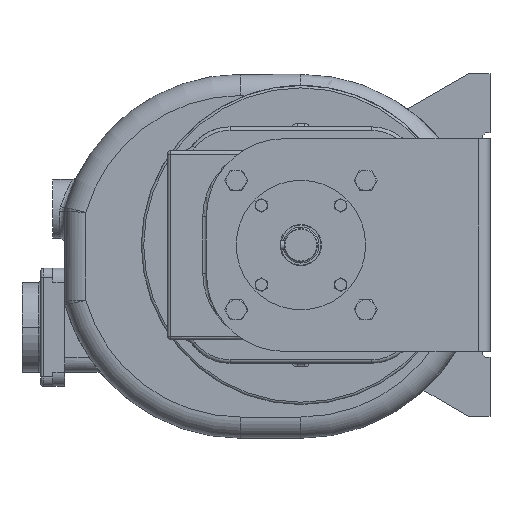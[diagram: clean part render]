
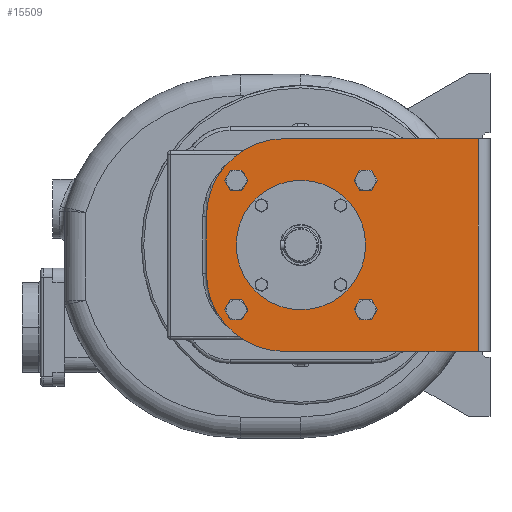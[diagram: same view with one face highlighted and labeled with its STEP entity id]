
A CAD part, left-side view. The second image highlights one B-rep face of the part: STEP entity #15509.
In plain terms, the highlighted planar face has unit normal (-1, 0, 0).
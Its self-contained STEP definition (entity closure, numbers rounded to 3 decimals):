
#150=CARTESIAN_POINT('',(-5.,14.,-24.));
#151=DIRECTION('',(1.,0.,0.));
#152=DIRECTION('',(0.,0.,-1.));
#153=AXIS2_PLACEMENT_3D('',#150,#151,#152);
#155=DIRECTION('',(0.,0.,1.));
#156=VECTOR('',#155,48.);
#157=CARTESIAN_POINT('',(-5.,80.,-24.));
#158=LINE('',#157,#156);
#159=CARTESIAN_POINT('',(-5.,14.,24.));
#160=DIRECTION('',(1.,0.,0.));
#161=DIRECTION('',(0.,1.,0.));
#162=AXIS2_PLACEMENT_3D('',#159,#160,#161);
#164=DIRECTION('',(0.,-1.,0.));
#165=VECTOR('',#164,164.);
#166=CARTESIAN_POINT('',(-5.,14.,90.));
#167=LINE('',#166,#165);
#168=DIRECTION('',(0.,1.,0.));
#169=VECTOR('',#168,164.);
#170=CARTESIAN_POINT('',(-5.,-150.,-90.));
#171=LINE('',#170,#169);
#172=CARTESIAN_POINT('',(-5.,0.,0.));
#173=DIRECTION('',(-1.,0.,0.));
#174=DIRECTION('',(0.,0.,-1.));
#175=AXIS2_PLACEMENT_3D('',#172,#173,#174);
#177=CARTESIAN_POINT('',(-5.,0.,0.));
#178=DIRECTION('',(-1.,0.,0.));
#179=DIRECTION('',(0.,0.,1.));
#180=AXIS2_PLACEMENT_3D('',#177,#178,#179);
#182=CARTESIAN_POINT('',(-5.,54.801,-54.801));
#183=DIRECTION('',(1.,0.,0.));
#184=DIRECTION('',(0.,0.,-1.));
#185=AXIS2_PLACEMENT_3D('',#182,#183,#184);
#187=CARTESIAN_POINT('',(-5.,54.801,-54.801));
#188=DIRECTION('',(1.,0.,0.));
#189=DIRECTION('',(0.,0.,1.));
#190=AXIS2_PLACEMENT_3D('',#187,#188,#189);
#192=CARTESIAN_POINT('',(-5.,-54.801,-54.801));
#193=DIRECTION('',(1.,0.,0.));
#194=DIRECTION('',(0.,0.,-1.));
#195=AXIS2_PLACEMENT_3D('',#192,#193,#194);
#197=CARTESIAN_POINT('',(-5.,-54.801,-54.801));
#198=DIRECTION('',(1.,0.,0.));
#199=DIRECTION('',(0.,0.,1.));
#200=AXIS2_PLACEMENT_3D('',#197,#198,#199);
#202=CARTESIAN_POINT('',(-5.,-54.801,54.801));
#203=DIRECTION('',(1.,0.,0.));
#204=DIRECTION('',(0.,0.,-1.));
#205=AXIS2_PLACEMENT_3D('',#202,#203,#204);
#207=CARTESIAN_POINT('',(-5.,-54.801,54.801));
#208=DIRECTION('',(1.,0.,0.));
#209=DIRECTION('',(0.,0.,1.));
#210=AXIS2_PLACEMENT_3D('',#207,#208,#209);
#212=CARTESIAN_POINT('',(-5.,54.801,54.801));
#213=DIRECTION('',(1.,0.,0.));
#214=DIRECTION('',(0.,0.,-1.));
#215=AXIS2_PLACEMENT_3D('',#212,#213,#214);
#217=CARTESIAN_POINT('',(-5.,54.801,54.801));
#218=DIRECTION('',(1.,0.,0.));
#219=DIRECTION('',(0.,0.,1.));
#220=AXIS2_PLACEMENT_3D('',#217,#218,#219);
#239=DIRECTION('',(0.,0.,1.));
#240=VECTOR('',#239,180.);
#241=CARTESIAN_POINT('',(-5.,-150.,-90.));
#242=LINE('',#241,#240);
#13697=CARTESIAN_POINT('',(-5.,14.,-90.));
#13699=VERTEX_POINT('',#13697);
#13704=CARTESIAN_POINT('',(-5.,-150.,-90.));
#13705=VERTEX_POINT('',#13704);
#13706=CARTESIAN_POINT('',(-5.,-150.,90.));
#13707=VERTEX_POINT('',#13706);
#13708=CARTESIAN_POINT('',(-5.,14.,90.));
#13709=VERTEX_POINT('',#13708);
#13768=CARTESIAN_POINT('',(-5.,80.,-24.));
#13769=VERTEX_POINT('',#13768);
#13770=CARTESIAN_POINT('',(-5.,80.,24.));
#13771=VERTEX_POINT('',#13770);
#14185=CARTESIAN_POINT('',(-5.,0.,-54.75));
#14186=CARTESIAN_POINT('',(-5.,0.,54.75));
#14187=VERTEX_POINT('',#14185);
#14188=VERTEX_POINT('',#14186);
#15178=CARTESIAN_POINT('',(-5.,54.801,-62.901));
#15179=CARTESIAN_POINT('',(-5.,54.801,-46.701));
#15180=VERTEX_POINT('',#15178);
#15181=VERTEX_POINT('',#15179);
#15228=CARTESIAN_POINT('',(-5.,-54.801,-62.901));
#15229=CARTESIAN_POINT('',(-5.,-54.801,-46.701));
#15230=VERTEX_POINT('',#15228);
#15231=VERTEX_POINT('',#15229);
#15278=CARTESIAN_POINT('',(-5.,-54.801,46.701));
#15279=CARTESIAN_POINT('',(-5.,-54.801,62.901));
#15280=VERTEX_POINT('',#15278);
#15281=VERTEX_POINT('',#15279);
#15328=CARTESIAN_POINT('',(-5.,54.801,46.701));
#15329=CARTESIAN_POINT('',(-5.,54.801,62.901));
#15330=VERTEX_POINT('',#15328);
#15331=VERTEX_POINT('',#15329);
#15462=CARTESIAN_POINT('',(-5.,0.,0.));
#15463=DIRECTION('',(1.,0.,0.));
#15464=DIRECTION('',(0.,0.,-1.));
#15465=AXIS2_PLACEMENT_3D('',#15462,#15463,#15464);
#15466=PLANE('',#15465);
#15467=ORIENTED_EDGE('',*,*,#15455,.T.);
#15468=ORIENTED_EDGE('',*,*,#15443,.T.);
#15470=ORIENTED_EDGE('',*,*,#15469,.T.);
#15472=ORIENTED_EDGE('',*,*,#15471,.T.);
#15474=ORIENTED_EDGE('',*,*,#15473,.F.);
#15476=ORIENTED_EDGE('',*,*,#15475,.T.);
#15477=EDGE_LOOP('',(#15467,#15468,#15470,#15472,#15474,#15476));
#15478=FACE_OUTER_BOUND('',#15477,.F.);
#15480=ORIENTED_EDGE('',*,*,#15479,.T.);
#15482=ORIENTED_EDGE('',*,*,#15481,.T.);
#15483=EDGE_LOOP('',(#15480,#15482));
#15484=FACE_BOUND('',#15483,.F.);
#15486=ORIENTED_EDGE('',*,*,#15485,.F.);
#15488=ORIENTED_EDGE('',*,*,#15487,.F.);
#15489=EDGE_LOOP('',(#15486,#15488));
#15490=FACE_BOUND('',#15489,.F.);
#15492=ORIENTED_EDGE('',*,*,#15491,.F.);
#15494=ORIENTED_EDGE('',*,*,#15493,.F.);
#15495=EDGE_LOOP('',(#15492,#15494));
#15496=FACE_BOUND('',#15495,.F.);
#15498=ORIENTED_EDGE('',*,*,#15497,.F.);
#15500=ORIENTED_EDGE('',*,*,#15499,.F.);
#15501=EDGE_LOOP('',(#15498,#15500));
#15502=FACE_BOUND('',#15501,.F.);
#15504=ORIENTED_EDGE('',*,*,#15503,.F.);
#15506=ORIENTED_EDGE('',*,*,#15505,.F.);
#15507=EDGE_LOOP('',(#15504,#15506));
#15508=FACE_BOUND('',#15507,.F.);
#15509=ADVANCED_FACE('',(#15478,#15484,#15490,#15496,#15502,#15508),#15466,.F.);
#154=CIRCLE('',#153,66.);
#163=CIRCLE('',#162,66.);
#176=CIRCLE('',#175,54.75);
#181=CIRCLE('',#180,54.75);
#186=CIRCLE('',#185,8.1);
#191=CIRCLE('',#190,8.1);
#196=CIRCLE('',#195,8.1);
#201=CIRCLE('',#200,8.1);
#206=CIRCLE('',#205,8.1);
#211=CIRCLE('',#210,8.1);
#216=CIRCLE('',#215,8.1);
#221=CIRCLE('',#220,8.1);
#15443=EDGE_CURVE('',#13769,#13771,#158,.T.);
#15455=EDGE_CURVE('',#13699,#13769,#154,.T.);
#15469=EDGE_CURVE('',#13771,#13709,#163,.T.);
#15471=EDGE_CURVE('',#13709,#13707,#167,.T.);
#15473=EDGE_CURVE('',#13705,#13707,#242,.T.);
#15475=EDGE_CURVE('',#13705,#13699,#171,.T.);
#15479=EDGE_CURVE('',#14187,#14188,#176,.T.);
#15481=EDGE_CURVE('',#14188,#14187,#181,.T.);
#15485=EDGE_CURVE('',#15180,#15181,#186,.T.);
#15487=EDGE_CURVE('',#15181,#15180,#191,.T.);
#15491=EDGE_CURVE('',#15230,#15231,#196,.T.);
#15493=EDGE_CURVE('',#15231,#15230,#201,.T.);
#15497=EDGE_CURVE('',#15280,#15281,#206,.T.);
#15499=EDGE_CURVE('',#15281,#15280,#211,.T.);
#15503=EDGE_CURVE('',#15330,#15331,#216,.T.);
#15505=EDGE_CURVE('',#15331,#15330,#221,.T.);
